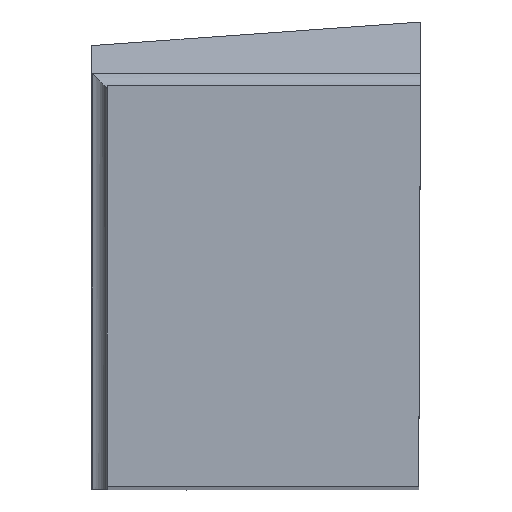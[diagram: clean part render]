
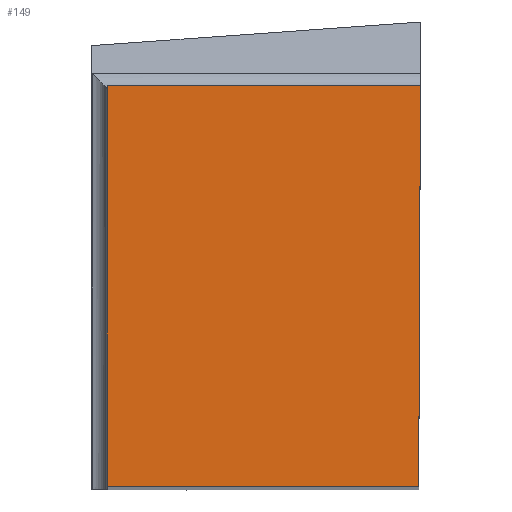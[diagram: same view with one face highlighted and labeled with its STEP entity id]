
A CAD part, top view. The second image highlights one B-rep face of the part: STEP entity #149.
In plain terms, the highlighted planar face has unit normal (0, 0, 1).
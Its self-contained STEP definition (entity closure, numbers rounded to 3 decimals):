
#118=FACE_OUTER_BOUND('',#335,.T.);
#149=ADVANCED_FACE('SHANK_FACE_BACK',(#118),#177,.F.);
#177=PLANE('',#758);
#221=LINE('',#1135,#280);
#222=LINE('',#1138,#281);
#223=LINE('',#1140,#282);
#224=LINE('',#1142,#283);
#280=VECTOR('',#882,1.);
#281=VECTOR('',#883,1.);
#282=VECTOR('',#884,1.);
#283=VECTOR('',#885,1.);
#335=EDGE_LOOP('',(#425,#426,#427,#428));
#425=ORIENTED_EDGE('',*,*,#611,.F.);
#426=ORIENTED_EDGE('',*,*,#612,.T.);
#427=ORIENTED_EDGE('',*,*,#613,.T.);
#428=ORIENTED_EDGE('',*,*,#614,.F.);
#547=VERTEX_POINT('',#1136);
#548=VERTEX_POINT('',#1137);
#549=VERTEX_POINT('',#1139);
#550=VERTEX_POINT('',#1141);
#611=EDGE_CURVE('',#547,#548,#221,.T.);
#612=EDGE_CURVE('',#547,#549,#222,.T.);
#613=EDGE_CURVE('',#549,#550,#223,.T.);
#614=EDGE_CURVE('',#548,#550,#224,.T.);
#758=AXIS2_PLACEMENT_3D('',#1143,#886,#887);
#882=DIRECTION('',(0.,1.,0.));
#883=DIRECTION('',(1.,0.,0.));
#884=DIRECTION('',(0.004,1.,0.));
#885=DIRECTION('',(1.,0.,0.));
#886=DIRECTION('',(0.,0.,-1.));
#887=DIRECTION('',(-0.997,-0.074,0.));
#1135=CARTESIAN_POINT('',(-24.875,-7.093,0.));
#1136=CARTESIAN_POINT('',(-24.875,0.,0.));
#1137=CARTESIAN_POINT('',(-24.875,31.85,0.));
#1138=CARTESIAN_POINT('',(-33.396,0.,0.));
#1139=CARTESIAN_POINT('',(-0.139,0.,0.));
#1140=CARTESIAN_POINT('',(-0.973,-191.233,0.));
#1141=CARTESIAN_POINT('',(0.,31.85,0.));
#1142=CARTESIAN_POINT('',(-33.396,31.85,0.));
#1143=CARTESIAN_POINT('',(0.,0.,0.));
